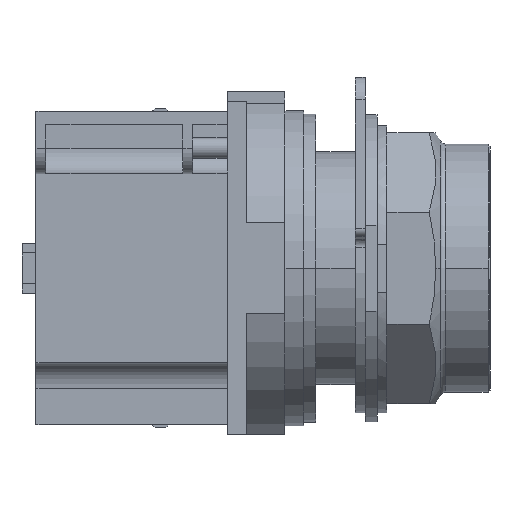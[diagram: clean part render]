
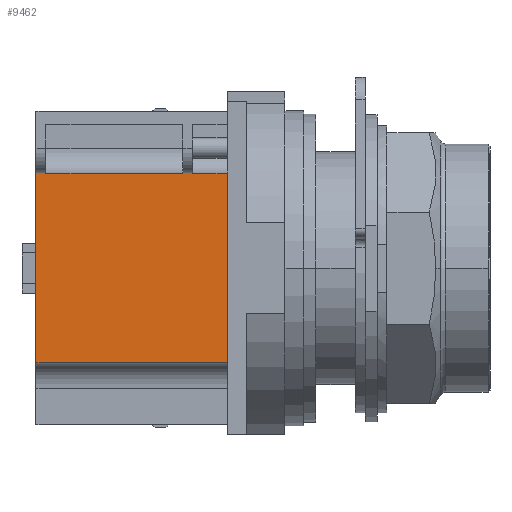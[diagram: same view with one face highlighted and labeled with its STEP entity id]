
A CAD part, left-side view. The second image highlights one B-rep face of the part: STEP entity #9462.
In plain terms, the highlighted planar face has unit normal (-1, 0, 0).
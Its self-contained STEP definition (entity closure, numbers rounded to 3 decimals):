
#8289=CARTESIAN_POINT('POINT547',(0.,23.52,
   12.167));
#8290=VERTEX_POINT('VERTEX547',#8289);
#8291=CARTESIAN_POINT('POINT548',(0.,41.148,
   12.167));
#8292=VERTEX_POINT('VERTEX548',#8291);
#8293=CARTESIAN_POINT('POS870',(0.,17.78,
   12.167));
#8294=DIRECTION('DIR1203',(0.,1.,0.));
#8295=VECTOR('VEC537',#8294,25.4);
#8296=LINE('STRAIGHT537',#8293,#8295);
#8297=EDGE_CURVE('EDGE832',#8290,#8292,#8296,.T.);
#8322=CARTESIAN_POINT('POINT549',(0.,22.25,
   12.167));
#8323=VERTEX_POINT('VERTEX549',#8322);
#8348=EDGE_CURVE('EDGE838',#8323,#8290,#8296,.T.);
#8446=CARTESIAN_POINT('POINT556',(0.,42.418,
   12.167));
#8447=VERTEX_POINT('VERTEX556',#8446);
#8455=EDGE_CURVE('EDGE847',#8292,#8447,#8296,.T.);
#9161=CARTESIAN_POINT('POINT602',(0.,42.418,
   -12.154));
#9162=VERTEX_POINT('VERTEX602',#9161);
#9170=CARTESIAN_POINT('POS970',(0.,42.418,
   0.));
#9171=DIRECTION('DIR1337',(0.,0.,
   1.));
#9172=VECTOR('VEC603',#9171,25.4);
#9173=LINE('STRAIGHT603',#9170,#9172);
#9174=EDGE_CURVE('EDGE912',#9162,#8447,#9173,.T.);
#9433=CARTESIAN_POINT('POINT627',(0.,17.78,
   -12.154));
#9434=VERTEX_POINT('VERTEX627',#9433);
#9435=CARTESIAN_POINT('POS998',(0.,17.78,
   -12.154));
#9436=DIRECTION('DIR1377',(0.,-1.,
   0.));
#9437=VECTOR('VEC619',#9436,25.4);
#9438=LINE('STRAIGHT619',#9435,#9437);
#9439=EDGE_CURVE('EDGE942',#9162,#9434,#9438,.T.);
#9440=ORIENTED_EDGE('COEDGE1801',*,*,#9439,.T.);
#9441=CARTESIAN_POINT('POINT628',(0.,17.78,
   12.167));
#9442=VERTEX_POINT('VERTEX628',#9441);
#9443=CARTESIAN_POINT('POS999',(0.,17.78,
   0.));
#9444=DIRECTION('DIR1378',(0.,0.,
   1.));
#9445=VECTOR('VEC620',#9444,25.4);
#9446=LINE('STRAIGHT620',#9443,#9445);
#9447=EDGE_CURVE('EDGE943',#9434,#9442,#9446,.T.);
#9448=ORIENTED_EDGE('COEDGE1802',*,*,#9447,.T.);
#9449=EDGE_CURVE('EDGE944',#9442,#8323,#8296,.T.);
#9450=ORIENTED_EDGE('COEDGE1803',*,*,#9449,.T.);
#9451=ORIENTED_EDGE('COEDGE1804',*,*,#8348,.T.);
#9452=ORIENTED_EDGE('COEDGE1805',*,*,#8297,.T.);
#9453=ORIENTED_EDGE('COEDGE1806',*,*,#8455,.T.);
#9454=ORIENTED_EDGE('COEDGE1807',*,*,#9174,.F.);
#9455=EDGE_LOOP('NONE',(#9440,#9448,#9450,#9451,#9452,#9453,#9454));
#9456=FACE_BOUND('LOOP1',#9455,.T.);
#9457=CARTESIAN_POINT('POS1000',(0.,30.099,
   0.));
#9458=DIRECTION('DIR1379',(1.,0.,
   0.));
#9459=DIRECTION('DIR1380',(0.,1.,
   0.));
#9460=AXIS2_PLACEMENT_3D('AXIS380',#9457,#9458,#9459);
#9461=PLANE('PLANE183',#9460);
#9462=ADVANCED_FACE('FACE324',(#9456),#9461,.F.);
